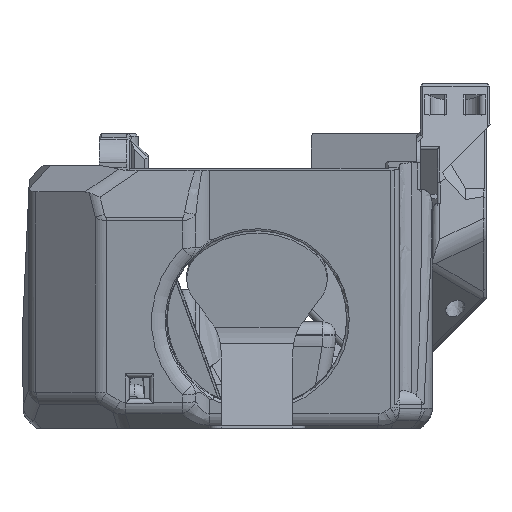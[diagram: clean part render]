
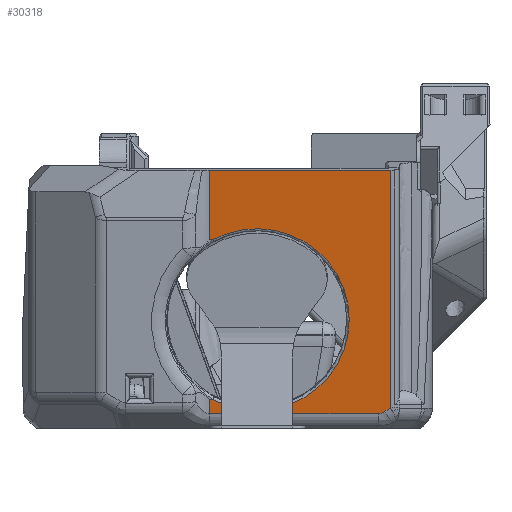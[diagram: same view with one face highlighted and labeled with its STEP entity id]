
A CAD part, left-side view. The second image highlights one B-rep face of the part: STEP entity #30318.
In plain terms, the highlighted planar face has unit normal (-0.985, 0, -0.174).
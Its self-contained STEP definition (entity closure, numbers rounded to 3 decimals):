
#779=CIRCLE('',#32624,14.4);
#1406=ELLIPSE('',#32625,3.203,2.);
#2977=LINE('',#49177,#5561);
#2981=LINE('',#49209,#5565);
#3174=LINE('',#50036,#5758);
#3175=LINE('',#50038,#5759);
#3176=LINE('',#50042,#5760);
#3177=LINE('',#50044,#5761);
#5561=VECTOR('',#37103,1000.);
#5565=VECTOR('',#37119,1000.);
#5758=VECTOR('',#37590,1000.);
#5759=VECTOR('',#37591,1000.);
#5760=VECTOR('',#37594,1000.);
#5761=VECTOR('',#37595,1000.);
#7582=PLANE('',#32623);
#11637=ORIENTED_EDGE('',*,*,#19380,.F.);
#11638=ORIENTED_EDGE('',*,*,#19507,.T.);
#11639=ORIENTED_EDGE('',*,*,#19508,.T.);
#11640=ORIENTED_EDGE('',*,*,#19509,.F.);
#11641=ORIENTED_EDGE('',*,*,#19510,.T.);
#11642=ORIENTED_EDGE('',*,*,#19511,.T.);
#11643=ORIENTED_EDGE('',*,*,#19512,.F.);
#11644=ORIENTED_EDGE('',*,*,#19513,.T.);
#11645=ORIENTED_EDGE('',*,*,#19179,.F.);
#11646=ORIENTED_EDGE('',*,*,#19189,.F.);
#19179=EDGE_CURVE('',#23276,#23277,#2977,.T.);
#19189=EDGE_CURVE('',#23283,#23276,#2981,.T.);
#19380=EDGE_CURVE('',#23438,#23283,#25427,.F.);
#19507=EDGE_CURVE('',#23438,#23536,#779,.T.);
#19508=EDGE_CURVE('',#23536,#23537,#25443,.T.);
#19509=EDGE_CURVE('',#23538,#23537,#3174,.T.);
#19510=EDGE_CURVE('',#23538,#23539,#3175,.T.);
#19511=EDGE_CURVE('',#23539,#23540,#1406,.T.);
#19512=EDGE_CURVE('',#23541,#23540,#3176,.T.);
#19513=EDGE_CURVE('',#23541,#23277,#3177,.T.);
#23276=VERTEX_POINT('',#49176);
#23277=VERTEX_POINT('',#49178);
#23283=VERTEX_POINT('',#49208);
#23438=VERTEX_POINT('',#49717);
#23536=VERTEX_POINT('',#50030);
#23537=VERTEX_POINT('',#50035);
#23538=VERTEX_POINT('',#50037);
#23539=VERTEX_POINT('',#50039);
#23540=VERTEX_POINT('',#50041);
#23541=VERTEX_POINT('',#50043);
#25427=B_SPLINE_CURVE_WITH_KNOTS('',3,(#49718,#49719,#49720,#49721),
 .UNSPECIFIED.,.F.,.F.,(4,4),(0.,0.382),.UNSPECIFIED.);
#25443=B_SPLINE_CURVE_WITH_KNOTS('',3,(#50031,#50032,#50033,#50034),
 .UNSPECIFIED.,.F.,.F.,(4,4),(0.618,1.),.UNSPECIFIED.);
#26559=EDGE_LOOP('',(#11637,#11638,#11639,#11640,#11641,#11642,#11643,#11644,
#11645,#11646));
#28437=FACE_BOUND('',#26559,.T.);
#30318=ADVANCED_FACE('',(#28437),#7582,.F.);
#32623=AXIS2_PLACEMENT_3D('',#50028,#37586,#37587);
#32624=AXIS2_PLACEMENT_3D('',#50029,#37588,#37589);
#32625=AXIS2_PLACEMENT_3D('',#50040,#37592,#37593);
#37103=DIRECTION('',(0.,-1.,0.));
#37119=DIRECTION('',(-0.174,0.,0.985));
#37586=DIRECTION('',(0.985,0.,0.174));
#37587=DIRECTION('',(-0.174,0.,0.985));
#37588=DIRECTION('',(0.985,0.,0.174));
#37589=DIRECTION('',(0.174,0.,-0.985));
#37590=DIRECTION('',(-0.174,0.,0.985));
#37591=DIRECTION('',(0.,-1.,0.));
#37592=DIRECTION('',(-0.985,0.,-0.174));
#37593=DIRECTION('',(-0.165,-0.304,0.938));
#37594=DIRECTION('',(0.097,0.829,-0.551));
#37595=DIRECTION('',(-0.174,0.,0.985));
#49176=CARTESIAN_POINT('',(-34.572,12.27,40.304));
#49177=CARTESIAN_POINT('',(-34.572,24.853,40.304));
#49178=CARTESIAN_POINT('',(-34.572,-16.002,40.304));
#49208=CARTESIAN_POINT('',(-32.66,12.27,29.463));
#49209=CARTESIAN_POINT('',(-31.185,12.27,21.099));
#49717=CARTESIAN_POINT('',(-32.651,11.767,29.413));
#49718=CARTESIAN_POINT('',(-32.66,12.27,29.463));
#49719=CARTESIAN_POINT('',(-32.657,12.102,29.442));
#49720=CARTESIAN_POINT('',(-32.654,11.935,29.425));
#49721=CARTESIAN_POINT('',(-32.651,11.767,29.413));
#50028=CARTESIAN_POINT('',(-31.185,24.853,21.099));
#50029=CARTESIAN_POINT('',(-30.458,4.853,16.973));
#50030=CARTESIAN_POINT('',(-28.264,11.767,4.533));
#50031=CARTESIAN_POINT('',(-28.264,11.767,4.533));
#50032=CARTESIAN_POINT('',(-28.262,11.935,4.52));
#50033=CARTESIAN_POINT('',(-28.259,12.102,4.503));
#50034=CARTESIAN_POINT('',(-28.255,12.27,4.482));
#50035=CARTESIAN_POINT('',(-28.255,12.27,4.482));
#50036=CARTESIAN_POINT('',(-31.185,12.27,21.099));
#50037=CARTESIAN_POINT('',(-27.864,12.27,2.262));
#50038=CARTESIAN_POINT('',(-27.864,-14.655,2.262));
#50039=CARTESIAN_POINT('',(-27.864,-14.07,2.262));
#50040=CARTESIAN_POINT('',(-28.404,-14.652,5.326));
#50041=CARTESIAN_POINT('',(-27.923,-15.07,2.597));
#50042=CARTESIAN_POINT('',(-27.821,-14.199,2.018));
#50043=CARTESIAN_POINT('',(-28.032,-16.002,3.216));
#50044=CARTESIAN_POINT('',(-7.663,-16.002,-112.301));
